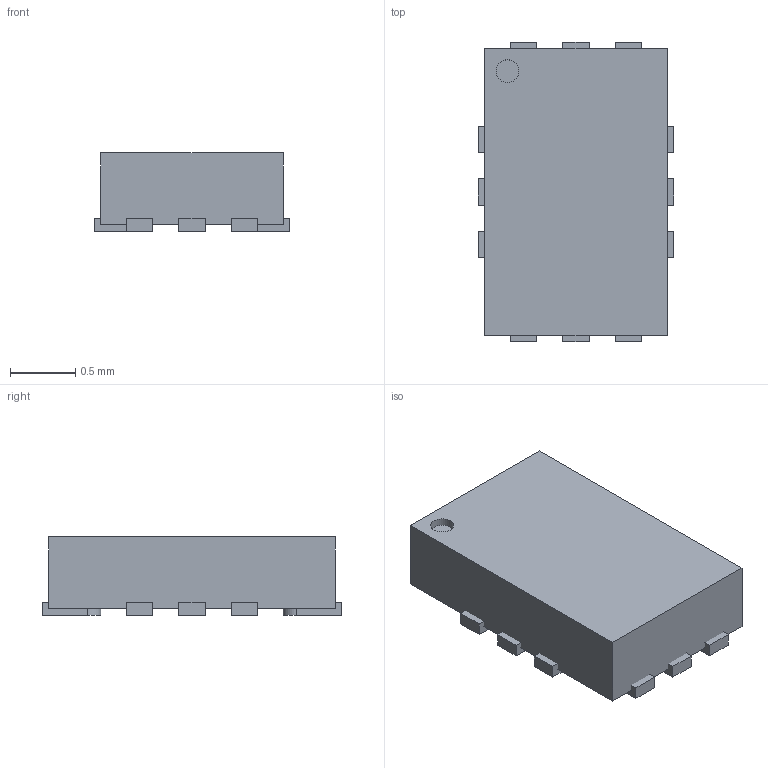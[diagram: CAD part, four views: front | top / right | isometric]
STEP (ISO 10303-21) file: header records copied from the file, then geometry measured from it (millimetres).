
FILE_DESCRIPTION(('FreeCAD Model'),'2;1');
FILE_NAME('1489630.1.1.stp','2020-04-10T06:54:06',( 'Author'),(''),'Open CASCADE STEP processor 6.9','FreeCAD','Unknown' );
FILE_SCHEMA(('AUTOMOTIVE_DESIGN { 1 0 10303 214 1 1 1 1 }'));
Length unit declared in the file: millimetre
Products named in the file (4): ASSEMBLY; Body; PinsArrayLR; PinsArrayTB
Assembly tree (3 placements, depth 2):
  ASSEMBLY
    Body
    PinsArrayLR
    PinsArrayTB
Bounding box: 1.5 x 2.3 x 0.6 mm (x, y, z)
Volume: 1.8 mm3; surface area: 13.7 mm2
Topology: 13 solids, 13 shells, 80 faces, 159 edges, 106 vertices
Faces by surface type: plane 67, cylinder 13
Full cylindrical faces by diameter (mm): 0.175 x1
Entity records: 4314 total; most frequent: CARTESIAN_POINT 739, DIRECTION 659, LINE 425, VECTOR 425, ORIENTED_EDGE 318, PCURVE 318, DEFINITIONAL_REPRESENTATION 318, EDGE_CURVE 159
